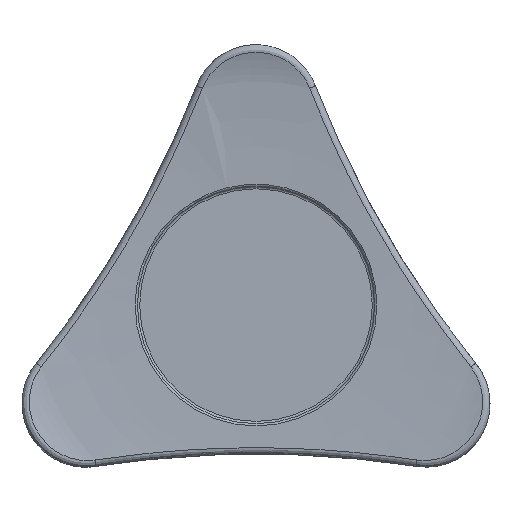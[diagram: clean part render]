
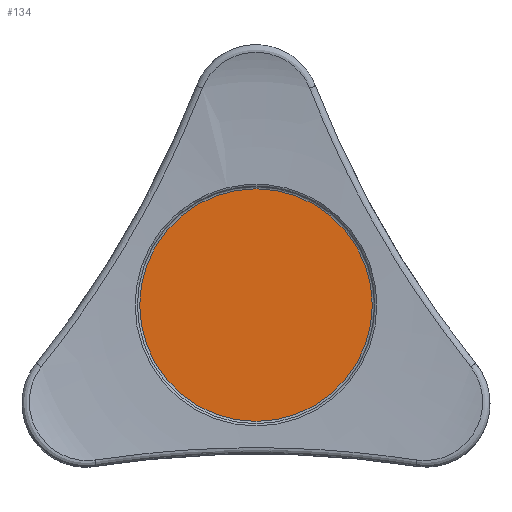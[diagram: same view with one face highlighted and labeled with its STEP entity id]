
A CAD part, top view. The second image highlights one B-rep face of the part: STEP entity #134.
In plain terms, the highlighted planar face has unit normal (0, 0, 1).
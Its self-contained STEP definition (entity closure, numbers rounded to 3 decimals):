
#134 = ADVANCED_FACE( '', ( #280 ), #281, .F. );
#280 = FACE_OUTER_BOUND( '', #2265, .T. );
#281 = PLANE( '', #2266 );
#2265 = EDGE_LOOP( '', ( #2571 ) );
#2266 = AXIS2_PLACEMENT_3D( '', #2572, #2573, #2574 );
#2571 = ORIENTED_EDGE( '', *, *, #2674, .T. );
#2572 = CARTESIAN_POINT( '', ( 0., 10.25, 27. ) );
#2573 = DIRECTION( '', ( 0., 0., -1. ) );
#2574 = DIRECTION( '', ( -1., 0., 0. ) );
#2674 = EDGE_CURVE( '', #2833, #2833, #2834, .F. );
#2833 = VERTEX_POINT( '', #3509 );
#2834 = CIRCLE( '', #3510, 10.05 );
#3509 = CARTESIAN_POINT( '', ( -10.05, 0., 27. ) );
#3510 = AXIS2_PLACEMENT_3D( '', #4694, #4695, #4696 );
#4694 = CARTESIAN_POINT( '', ( 0., 0., 27. ) );
#4695 = DIRECTION( '', ( 0., 0., -1. ) );
#4696 = DIRECTION( '', ( -1., 0., 0. ) );
